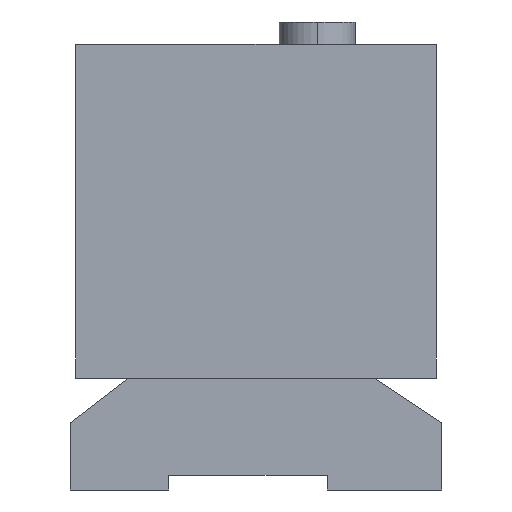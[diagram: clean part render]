
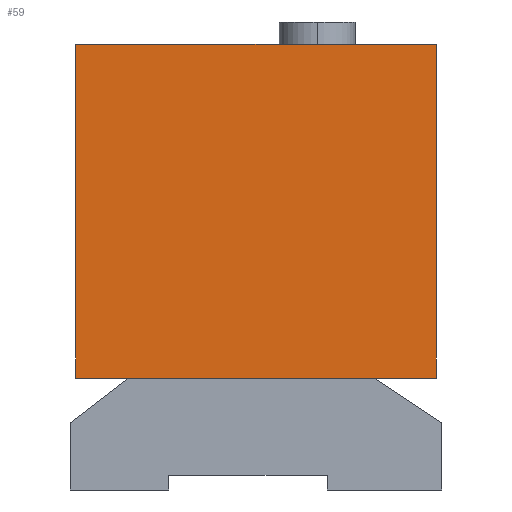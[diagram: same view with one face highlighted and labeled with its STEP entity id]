
A CAD part, left-side view. The second image highlights one B-rep face of the part: STEP entity #59.
In plain terms, the highlighted planar face has unit normal (-1, 0, 0).
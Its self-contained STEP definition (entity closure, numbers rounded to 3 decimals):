
#59=ADVANCED_FACE('',(#84),#255,.T.);
#84=FACE_OUTER_BOUND('',#113,.F.);
#113=EDGE_LOOP('',(#213,#214,#215,#216));
#213=ORIENTED_EDGE('',*,*,#435,.F.);
#214=ORIENTED_EDGE('',*,*,#443,.F.);
#215=ORIENTED_EDGE('',*,*,#439,.T.);
#216=ORIENTED_EDGE('',*,*,#446,.T.);
#255=PLANE('',#579);
#329=LINE('',#829,#377);
#333=LINE('',#833,#381);
#337=LINE('',#837,#385);
#340=LINE('',#840,#388);
#377=VECTOR('',#684,74.5);
#381=VECTOR('',#688,74.5);
#385=VECTOR('',#692,80.6);
#388=VECTOR('',#695,80.6);
#435=EDGE_CURVE('',#500,#499,#329,.T.);
#439=EDGE_CURVE('',#496,#495,#333,.T.);
#443=EDGE_CURVE('',#496,#500,#337,.T.);
#446=EDGE_CURVE('',#495,#499,#340,.T.);
#495=VERTEX_POINT('',#819);
#496=VERTEX_POINT('',#820);
#499=VERTEX_POINT('',#823);
#500=VERTEX_POINT('',#824);
#579=AXIS2_PLACEMENT_3D('',#847,#706,#707);
#684=DIRECTION('',(0.,0.,1.));
#688=DIRECTION('',(0.,0.,1.));
#692=DIRECTION('',(0.,-1.,0.));
#695=DIRECTION('',(0.,-1.,0.));
#706=DIRECTION('',(-1.,0.,0.));
#707=DIRECTION('',(0.,0.,1.));
#819=CARTESIAN_POINT('',(-17.5,0.,37.25));
#820=CARTESIAN_POINT('',(-17.5,0.,-37.25));
#823=CARTESIAN_POINT('',(-17.5,-80.6,37.25));
#824=CARTESIAN_POINT('',(-17.5,-80.6,-37.25));
#829=CARTESIAN_POINT('',(-17.5,-80.6,-37.25));
#833=CARTESIAN_POINT('',(-17.5,0.,-37.25));
#837=CARTESIAN_POINT('',(-17.5,0.,-37.25));
#840=CARTESIAN_POINT('',(-17.5,0.,37.25));
#847=CARTESIAN_POINT('',(-17.5,-81.406,-38.056));
